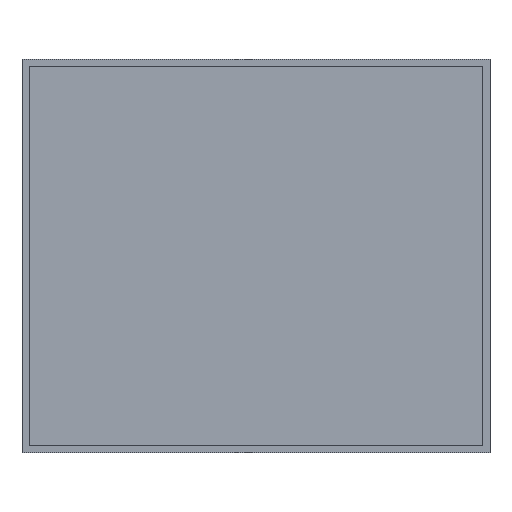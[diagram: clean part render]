
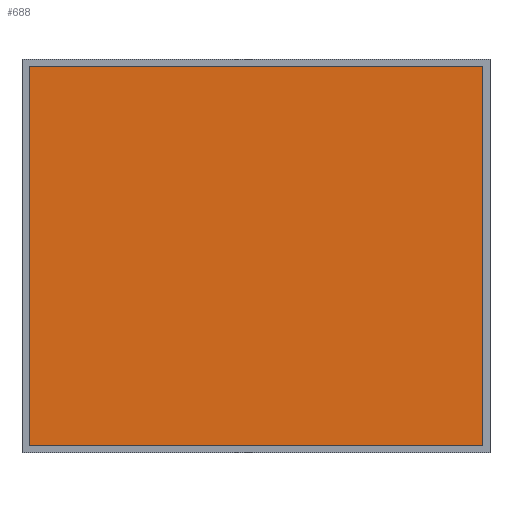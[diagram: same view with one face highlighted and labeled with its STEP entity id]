
A CAD part, top view. The second image highlights one B-rep face of the part: STEP entity #688.
In plain terms, the highlighted planar face has unit normal (0, 0, 1).
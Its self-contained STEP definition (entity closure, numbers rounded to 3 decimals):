
#58=FACE_OUTER_BOUND('',#99,.T.);
#99=EDGE_LOOP('',(#493,#494,#495,#496));
#147=LINE('',#1011,#227);
#150=LINE('',#1017,#230);
#153=LINE('',#1023,#233);
#156=LINE('',#1027,#236);
#227=VECTOR('',#811,10.);
#230=VECTOR('',#816,10.);
#233=VECTOR('',#821,10.);
#236=VECTOR('',#826,10.);
#303=VERTEX_POINT('',#1008);
#304=VERTEX_POINT('',#1010);
#306=VERTEX_POINT('',#1016);
#308=VERTEX_POINT('',#1022);
#371=EDGE_CURVE('',#304,#303,#147,.T.);
#374=EDGE_CURVE('',#306,#304,#150,.T.);
#377=EDGE_CURVE('',#308,#306,#153,.T.);
#380=EDGE_CURVE('',#303,#308,#156,.T.);
#493=ORIENTED_EDGE('',*,*,#380,.T.);
#494=ORIENTED_EDGE('',*,*,#377,.T.);
#495=ORIENTED_EDGE('',*,*,#374,.T.);
#496=ORIENTED_EDGE('',*,*,#371,.T.);
#655=PLANE('',#734);
#688=ADVANCED_FACE('',(#58),#655,.T.);
#734=AXIS2_PLACEMENT_3D('',#1028,#827,#828);
#811=DIRECTION('',(-1.,0.,0.));
#816=DIRECTION('',(0.,1.,0.));
#821=DIRECTION('',(1.,0.,0.));
#826=DIRECTION('',(0.,-1.,0.));
#827=DIRECTION('center_axis',(0.,0.,1.));
#828=DIRECTION('ref_axis',(1.,0.,0.));
#1008=CARTESIAN_POINT('',(-6.5,5.1,2.62));
#1010=CARTESIAN_POINT('',(12.9,5.1,2.62));
#1011=CARTESIAN_POINT('',(12.9,5.1,2.62));
#1016=CARTESIAN_POINT('',(12.9,-11.1,2.62));
#1017=CARTESIAN_POINT('',(12.9,-11.1,2.62));
#1022=CARTESIAN_POINT('',(-6.5,-11.1,2.62));
#1023=CARTESIAN_POINT('',(-6.5,-11.1,2.62));
#1027=CARTESIAN_POINT('',(-6.5,5.1,2.62));
#1028=CARTESIAN_POINT('Origin',(3.2,-3.,2.62));
